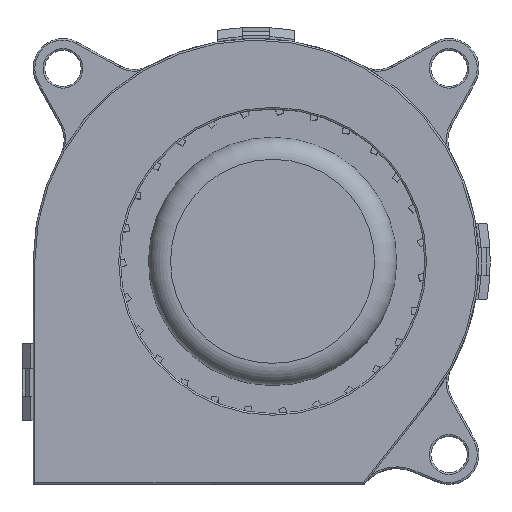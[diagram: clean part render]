
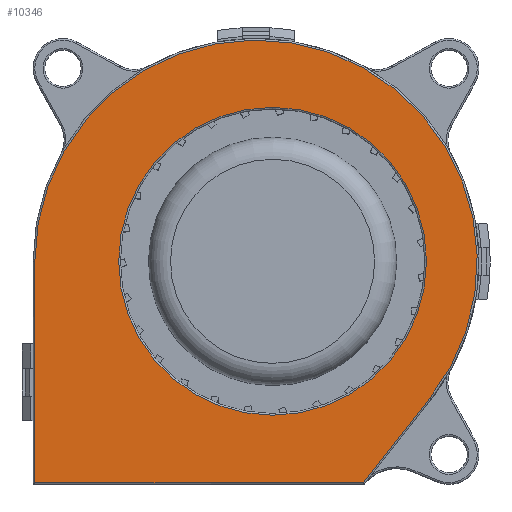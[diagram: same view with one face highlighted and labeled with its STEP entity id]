
A CAD part, top view. The second image highlights one B-rep face of the part: STEP entity #10346.
In plain terms, the highlighted planar face has unit normal (0, 0, 1).
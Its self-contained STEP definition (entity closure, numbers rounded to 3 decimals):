
#137=FACE_BOUND('',#3309,.T.);
#334=PLANE('',#11621);
#1126=LINE('',#18351,#1927);
#1127=LINE('',#18353,#1928);
#1128=LINE('',#18356,#1929);
#1927=VECTOR('',#14895,1000.);
#1928=VECTOR('',#14896,1000.);
#1929=VECTOR('',#14899,1000.);
#2705=FACE_OUTER_BOUND('',#3308,.T.);
#3308=EDGE_LOOP('',(#9517,#9518,#9519,#9520));
#3309=EDGE_LOOP('',(#9521));
#3967=CIRCLE('',#11475,13.95);
#4048=CIRCLE('',#11622,20.05);
#4853=VERTEX_POINT('',#17787);
#5039=VERTEX_POINT('',#18349);
#5040=VERTEX_POINT('',#18350);
#5041=VERTEX_POINT('',#18352);
#5042=VERTEX_POINT('',#18354);
#6306=EDGE_CURVE('',#4853,#4853,#3967,.T.);
#6566=EDGE_CURVE('',#5039,#5040,#1126,.T.);
#6567=EDGE_CURVE('',#5040,#5041,#1127,.T.);
#6568=EDGE_CURVE('',#5041,#5042,#4048,.T.);
#6569=EDGE_CURVE('',#5042,#5039,#1128,.T.);
#9517=ORIENTED_EDGE('',*,*,#6566,.T.);
#9518=ORIENTED_EDGE('',*,*,#6567,.T.);
#9519=ORIENTED_EDGE('',*,*,#6568,.T.);
#9520=ORIENTED_EDGE('',*,*,#6569,.T.);
#9521=ORIENTED_EDGE('',*,*,#6306,.T.);
#10346=ADVANCED_FACE('',(#2705,#137),#334,.T.);
#11475=AXIS2_PLACEMENT_3D('',#17789,#14433,#14434);
#11621=AXIS2_PLACEMENT_3D('',#18348,#14893,#14894);
#11622=AXIS2_PLACEMENT_3D('',#18355,#14897,#14898);
#14433=DIRECTION('center_axis',(0.,0.,-1.));
#14434=DIRECTION('ref_axis',(0.,-1.,0.));
#14893=DIRECTION('center_axis',(0.,0.,1.));
#14894=DIRECTION('ref_axis',(0.,-1.,0.));
#14895=DIRECTION('',(1.,0.,0.));
#14896=DIRECTION('',(0.619,0.785,0.));
#14897=DIRECTION('center_axis',(0.,0.,1.));
#14898=DIRECTION('ref_axis',(0.,-1.,0.));
#14899=DIRECTION('',(0.,-1.,0.));
#17787=CARTESIAN_POINT('',(0.,13.95,18.95));
#17789=CARTESIAN_POINT('Origin',(0.,0.,
18.95));
#18348=CARTESIAN_POINT('Origin',(-1.5,0.,18.95));
#18349=CARTESIAN_POINT('',(-21.55,-20.05,18.95));
#18350=CARTESIAN_POINT('',(8.227,-20.05,18.95));
#18351=CARTESIAN_POINT('',(8.3,-20.05,18.95));
#18352=CARTESIAN_POINT('',(14.248,-12.41,18.95));
#18353=CARTESIAN_POINT('',(14.248,-12.41,18.95));
#18354=CARTESIAN_POINT('',(-21.55,0.,18.95));
#18355=CARTESIAN_POINT('Origin',(-1.5,0.,18.95));
#18356=CARTESIAN_POINT('',(-21.55,-20.2,18.95));
